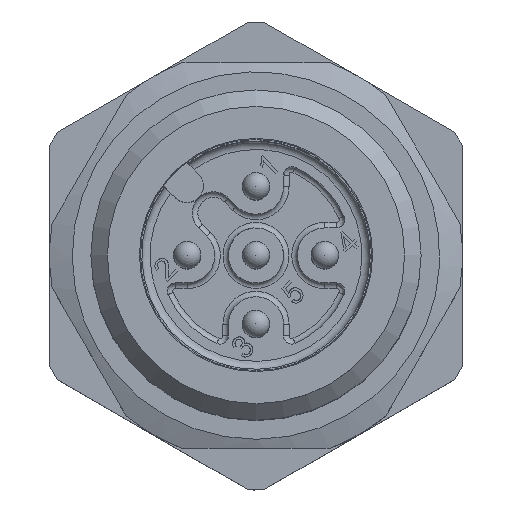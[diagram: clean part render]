
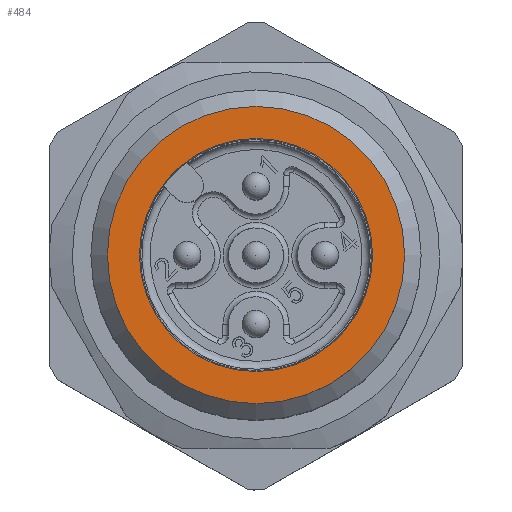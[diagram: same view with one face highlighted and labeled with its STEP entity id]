
A CAD part, top view. The second image highlights one B-rep face of the part: STEP entity #484.
In plain terms, the highlighted planar face has unit normal (0, 0, 1).
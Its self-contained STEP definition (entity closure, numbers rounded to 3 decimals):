
#173=FACE_BOUND('',#944,.T.);
#174=FACE_BOUND('',#945,.T.);
#317=CIRCLE('',#3548,4.235);
#319=CIRCLE('',#3551,5.4);
#484=ADVANCED_FACE('',(#173,#174),#702,.T.);
#702=PLANE('',#3552);
#944=EDGE_LOOP('',(#1357));
#945=EDGE_LOOP('',(#1358));
#1357=ORIENTED_EDGE('',*,*,#2613,.T.);
#1358=ORIENTED_EDGE('',*,*,#2611,.F.);
#2285=VERTEX_POINT('',#4873);
#2287=VERTEX_POINT('',#4878);
#2611=EDGE_CURVE('',#2285,#2285,#317,.T.);
#2613=EDGE_CURVE('',#2287,#2287,#319,.T.);
#3548=AXIS2_PLACEMENT_3D('',#4872,#3905,#3906);
#3551=AXIS2_PLACEMENT_3D('',#4877,#3911,#3912);
#3552=AXIS2_PLACEMENT_3D('',#4879,#3913,#3914);
#3905=DIRECTION('',(0.,0.,1.));
#3906=DIRECTION('',(-0.866,-0.5,0.));
#3911=DIRECTION('',(0.,0.,1.));
#3912=DIRECTION('',(-0.866,-0.5,0.));
#3913=DIRECTION('',(0.,0.,1.));
#3914=DIRECTION('',(0.866,0.5,0.));
#4872=CARTESIAN_POINT('',(17.425,0.,17.925));
#4873=CARTESIAN_POINT('',(13.757,-2.117,17.925));
#4877=CARTESIAN_POINT('',(17.425,0.,17.925));
#4878=CARTESIAN_POINT('',(12.748,-2.7,17.925));
#4879=CARTESIAN_POINT('',(19.925,-4.33,17.925));
